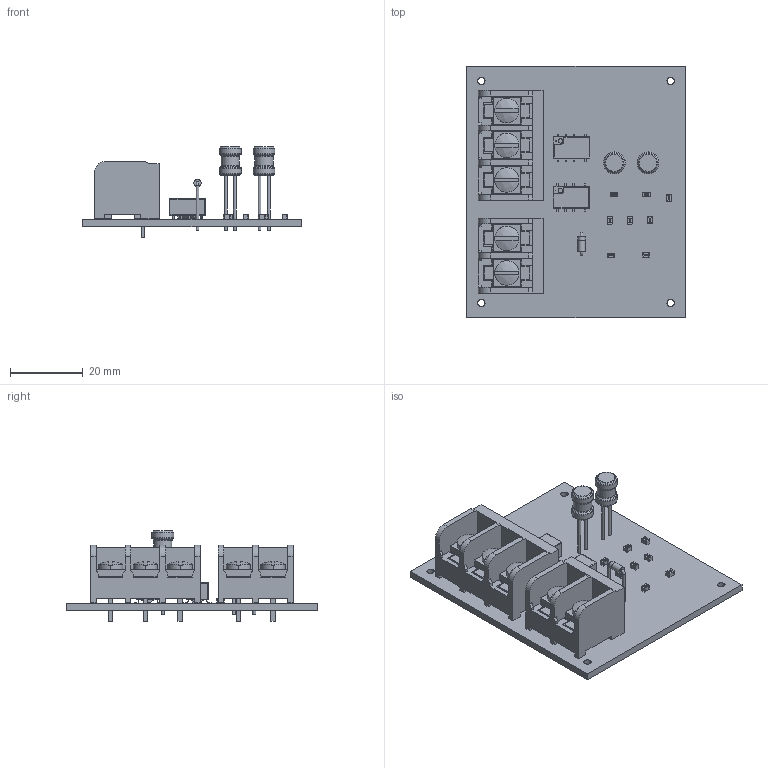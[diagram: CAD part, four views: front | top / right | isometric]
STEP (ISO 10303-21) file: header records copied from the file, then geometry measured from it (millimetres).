
FILE_DESCRIPTION(('Open CASCADE Model'),'2;1');
FILE_NAME('Open CASCADE Shape Model','2025-05-24T10:08:16',('Author'),( 'Open CASCADE'),'Open CASCADE STEP processor 6.8','Open CASCADE 6.8' ,'Unknown');
FILE_SCHEMA(('AUTOMOTIVE_DESIGN { 1 0 10303 214 1 1 1 1 }'));
Length unit declared in the file: millimetre
Products named in the file (24): PCB; Board; Open CASCADE STEP translator 6.8 1.1.1; X2; 03; X1; 02; VD1; DO-41; L2; SMD6x8L; L1; K2; IM03GR; K1; C8; SMD0805C; C7; C6; C5; C4; C3; C2; C1
Assembly tree (32 placements, depth 3):
  PCB
    Board
      Open CASCADE STEP translator 6.8 1.1.1
    X2
      03
    X1
      02
    VD1
      DO-41
    L2
      SMD6x8L
    L1
      SMD6x8L
    K2
      IM03GR
    K1
      IM03GR
    C8
      SMD0805C
    C7
      SMD0805C
    C6
      SMD0805C
    C5
      SMD0805C
    C4
      SMD0805C
    C3
      SMD0805C
    C2
      SMD0805C
    C1
      SMD0805C
Bounding box: 60 x 69 x 24.99 mm (x, y, z)
Volume: 17840.8 mm3; surface area: 17131.9 mm2
Topology: 103 solids, 103 shells, 2552 faces, 6766 edges, 4486 vertices
Faces by surface type: plane 1420, extrusion 656, bspline 240, cylinder 202, torus 18, cone 10, sphere 6
Full cylindrical faces by diameter (mm): 0.8 x16, 1.2 x2, 1.8 x5, 2 x6, 5 x2, 6 x4
Entity records: 45371 total; most frequent: CARTESIAN_POINT 10864, ORIENTED_EDGE 6874, DIRECTION 5156, EDGE_CURVE 3437, VECTOR 2566, LINE 2484, VERTEX_POINT 2279, FACE_BOUND 1396
